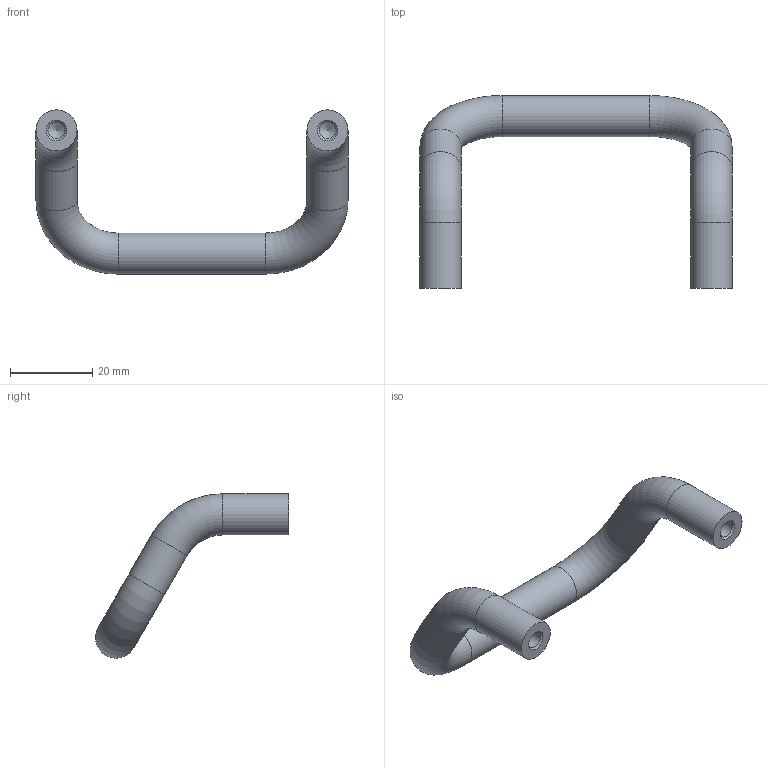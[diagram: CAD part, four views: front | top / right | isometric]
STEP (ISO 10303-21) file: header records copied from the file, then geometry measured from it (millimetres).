
FILE_DESCRIPTION(/* description */ ('STEP AP203'),/* implementation_level */ '2;1');
FILE_NAME(/* name */ 'C-NUHFN66',/* time_stamp */ '2023-09-30T21:44:09+02:00',/* author */ ('License CC BY-ND 4.0'),/* organization */ ('CADENAS'),/* preprocessor_version */ 'ST-DEVELOPER v19.3',/* originating_system */ 'PARTsolutions',/* authorisation */ ' ');
FILE_SCHEMA (('CONFIG_CONTROL_DESIGN'));
Length unit declared in the file: millimetre
Products named in the file (1): C-NUHFN66
Bounding box: 76 x 47 x 40 mm (x, y, z)
Volume: 12805 mm3; surface area: 5855.2 mm2
Topology: 1 solids, 1 shells, 17 faces, 33 edges, 18 vertices
Faces by surface type: cylinder 7, torus 4, cone 4, plane 2
Full cylindrical faces by diameter (mm): 4.134 x2, 10 x5
Entity records: 372 total; most frequent: DIRECTION 68, CARTESIAN_POINT 52, FACE_BOUND 34, AXIS2_PLACEMENT_3D 34, ORIENTED_EDGE 32, EDGE_LOOP 32, VERTEX_POINT 18, ADVANCED_FACE 17
